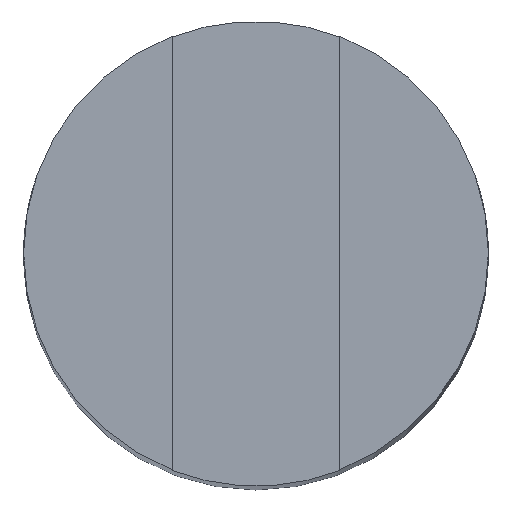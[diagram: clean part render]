
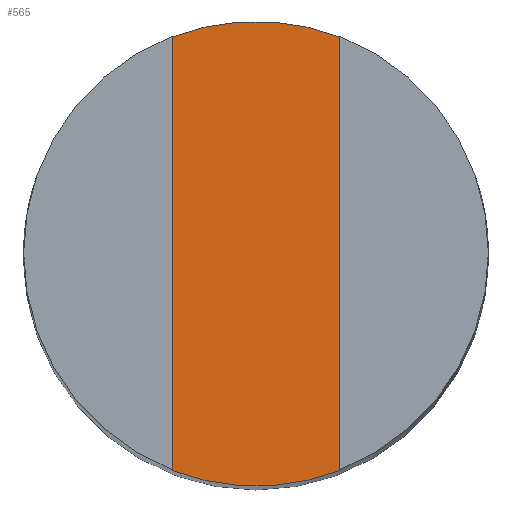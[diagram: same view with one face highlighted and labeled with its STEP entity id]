
A CAD part, top view. The second image highlights one B-rep face of the part: STEP entity #565.
In plain terms, the highlighted planar face has unit normal (0, 0, 1).
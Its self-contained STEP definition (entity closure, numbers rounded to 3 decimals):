
#107=CARTESIAN_POINT('',(-2.,5.177,53.));
#108=VERTEX_POINT('',#107);
#115=CARTESIAN_POINT('',(2.,5.177,53.));
#116=VERTEX_POINT('',#115);
#117=CARTESIAN_POINT('',(0.,0.,53.));
#118=DIRECTION('',(0.,0.,1.));
#119=DIRECTION('',(1.,0.,-0.));
#120=AXIS2_PLACEMENT_3D('',#117,#118,#119);
#121=CIRCLE('',#120,5.55);
#122=EDGE_CURVE('',#116,#108,#121,.T.);
#141=CARTESIAN_POINT('',(2.,-5.177,53.));
#142=VERTEX_POINT('',#141);
#149=CARTESIAN_POINT('',(-2.,-5.177,53.));
#150=VERTEX_POINT('',#149);
#151=CARTESIAN_POINT('',(0.,0.,53.));
#152=DIRECTION('',(0.,0.,1.));
#153=DIRECTION('',(1.,0.,-0.));
#154=AXIS2_PLACEMENT_3D('',#151,#152,#153);
#155=CIRCLE('',#154,5.55);
#156=EDGE_CURVE('',#150,#142,#155,.T.);
#516=CARTESIAN_POINT('',(-2.,5.177,53.));
#517=DIRECTION('',(0.,-1.,0.));
#518=VECTOR('',#517,10.354);
#519=LINE('',#516,#518);
#520=EDGE_CURVE('',#108,#150,#519,.T.);
#544=CARTESIAN_POINT('',(2.,-5.177,53.));
#545=DIRECTION('',(0.,1.,0.));
#546=VECTOR('',#545,10.354);
#547=LINE('',#544,#546);
#548=EDGE_CURVE('',#142,#116,#547,.T.);
#554=CARTESIAN_POINT('',(0.,0.,53.));
#555=DIRECTION('',(0.,0.,1.));
#556=DIRECTION('',(1.,0.,0.));
#557=AXIS2_PLACEMENT_3D('',#554,#555,#556);
#558=PLANE('',#557);
#559=ORIENTED_EDGE('',*,*,#156,.T.);
#560=ORIENTED_EDGE('',*,*,#548,.T.);
#561=ORIENTED_EDGE('',*,*,#122,.T.);
#562=ORIENTED_EDGE('',*,*,#520,.T.);
#563=EDGE_LOOP('',(#559,#560,#561,#562));
#564=FACE_BOUND('',#563,.T.);
#565=ADVANCED_FACE('',(#564),#558,.T.);
